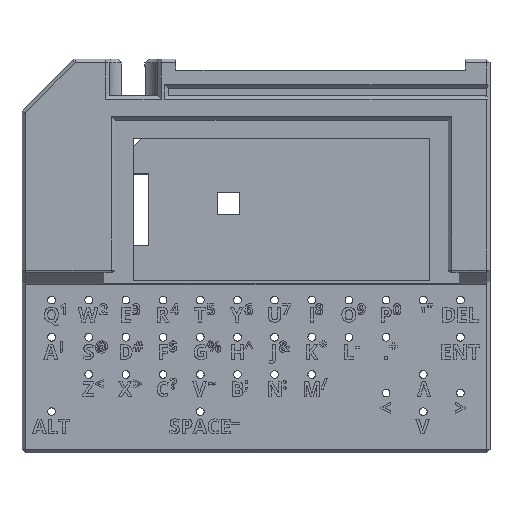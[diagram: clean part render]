
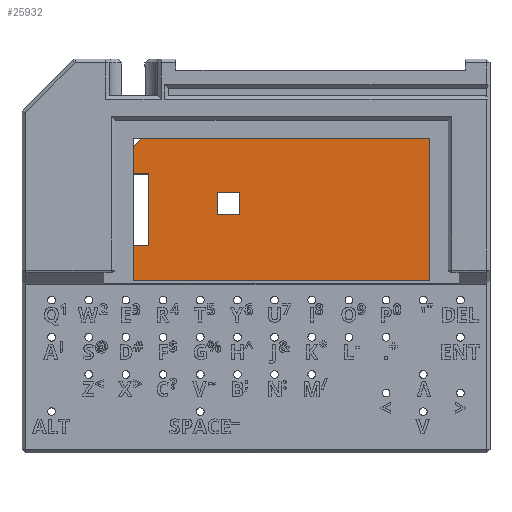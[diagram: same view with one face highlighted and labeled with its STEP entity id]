
A CAD part, top view. The second image highlights one B-rep face of the part: STEP entity #25932.
In plain terms, the highlighted planar face has unit normal (0, 0, 1).
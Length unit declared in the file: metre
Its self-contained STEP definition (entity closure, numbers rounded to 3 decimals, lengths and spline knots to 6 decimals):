
#1859=ORIENTED_EDGE('',*,*,#9691,.F.);
#1860=ORIENTED_EDGE('',*,*,#9692,.T.);
#1861=ORIENTED_EDGE('',*,*,#9693,.F.);
#1862=ORIENTED_EDGE('',*,*,#9694,.T.);
#1863=ORIENTED_EDGE('',*,*,#9695,.T.);
#1864=ORIENTED_EDGE('',*,*,#9696,.F.);
#1865=ORIENTED_EDGE('',*,*,#9697,.F.);
#1866=ORIENTED_EDGE('',*,*,#9698,.T.);
#1867=ORIENTED_EDGE('',*,*,#9699,.T.);
#1868=ORIENTED_EDGE('',*,*,#9700,.T.);
#1869=ORIENTED_EDGE('',*,*,#9701,.T.);
#1870=ORIENTED_EDGE('',*,*,#9702,.F.);
#1871=ORIENTED_EDGE('',*,*,#9703,.F.);
#9691=EDGE_CURVE('',#13607,#13608,#16223,.T.);
#9692=EDGE_CURVE('',#13607,#13609,#16224,.T.);
#9693=EDGE_CURVE('',#13610,#13609,#16225,.T.);
#9694=EDGE_CURVE('',#13610,#13611,#16226,.T.);
#9695=EDGE_CURVE('',#13611,#13612,#16227,.T.);
#9696=EDGE_CURVE('',#13613,#13612,#16228,.T.);
#9697=EDGE_CURVE('',#13614,#13613,#16229,.T.);
#9698=EDGE_CURVE('',#13614,#13615,#16230,.T.);
#9699=EDGE_CURVE('',#13615,#13608,#16231,.T.);
#9700=EDGE_CURVE('',#13616,#13617,#16232,.T.);
#9701=EDGE_CURVE('',#13617,#13618,#16233,.T.);
#9702=EDGE_CURVE('',#13619,#13618,#16234,.T.);
#9703=EDGE_CURVE('',#13616,#13619,#16235,.T.);
#13607=VERTEX_POINT('',#33213);
#13608=VERTEX_POINT('',#33214);
#13609=VERTEX_POINT('',#33216);
#13610=VERTEX_POINT('',#33218);
#13611=VERTEX_POINT('',#33220);
#13612=VERTEX_POINT('',#33222);
#13613=VERTEX_POINT('',#33224);
#13614=VERTEX_POINT('',#33226);
#13615=VERTEX_POINT('',#33228);
#13616=VERTEX_POINT('',#33231);
#13617=VERTEX_POINT('',#33232);
#13618=VERTEX_POINT('',#33234);
#13619=VERTEX_POINT('',#33236);
#16223=LINE('',#33212,#18907);
#16224=LINE('',#33215,#18908);
#16225=LINE('',#33217,#18909);
#16226=LINE('',#33219,#18910);
#16227=LINE('',#33221,#18911);
#16228=LINE('',#33223,#18912);
#16229=LINE('',#33225,#18913);
#16230=LINE('',#33227,#18914);
#16231=LINE('',#33229,#18915);
#16232=LINE('',#33230,#18916);
#16233=LINE('',#33233,#18917);
#16234=LINE('',#33235,#18918);
#16235=LINE('',#33237,#18919);
#18907=VECTOR('',#28462,1.);
#18908=VECTOR('',#28463,1.);
#18909=VECTOR('',#28464,1.);
#18910=VECTOR('',#28465,1.);
#18911=VECTOR('',#28466,1.);
#18912=VECTOR('',#28467,1.);
#18913=VECTOR('',#28468,1.);
#18914=VECTOR('',#28469,1.);
#18915=VECTOR('',#28470,1.);
#18916=VECTOR('',#28471,1.);
#18917=VECTOR('',#28472,1.);
#18918=VECTOR('',#28473,1.);
#18919=VECTOR('',#28474,1.);
#21591=EDGE_LOOP('',(#1859,#1860,#1861,#1862,#1863,#1864,#1865,#1866,#1867));
#21592=EDGE_LOOP('',(#1868,#1869,#1870,#1871));
#23329=FACE_BOUND('',#21591,.T.);
#23330=FACE_BOUND('',#21592,.T.);
#25067=PLANE('',#27425);
#25932=ADVANCED_FACE('',(#23329,#23330),#25067,.T.);
#27425=AXIS2_PLACEMENT_3D('',#33211,#28460,#28461);
#28460=DIRECTION('',(0.,0.,1.));
#28461=DIRECTION('',(0.,1.,0.));
#28462=DIRECTION('',(1.,0.,0.));
#28463=DIRECTION('',(-0.707,-0.707,0.));
#28464=DIRECTION('',(0.,1.,0.));
#28465=DIRECTION('',(1.,0.,0.));
#28466=DIRECTION('',(0.,-1.,0.));
#28467=DIRECTION('',(1.,0.,0.));
#28468=DIRECTION('',(0.,1.,0.));
#28469=DIRECTION('',(1.,0.,0.));
#28470=DIRECTION('',(0.,1.,0.));
#28471=DIRECTION('',(-1.,0.,0.));
#28472=DIRECTION('',(0.,1.,0.));
#28473=DIRECTION('',(-1.,0.,0.));
#28474=DIRECTION('',(0.,1.,0.));
#33211=CARTESIAN_POINT('',(0.14366,-0.07127,0.00567));
#33212=CARTESIAN_POINT('',(0.13017,-0.075873,0.00567));
#33213=CARTESIAN_POINT('',(0.091856,-0.075873,0.00567));
#33214=CARTESIAN_POINT('',(0.170705,-0.075873,0.00567));
#33215=CARTESIAN_POINT('',(0.08741,-0.080318,0.00567));
#33216=CARTESIAN_POINT('',(0.089635,-0.078094,0.00567));
#33217=CARTESIAN_POINT('',(0.089635,-0.09525,0.00567));
#33218=CARTESIAN_POINT('',(0.089635,-0.085535,0.00567));
#33219=CARTESIAN_POINT('',(0.088057,-0.085535,0.00567));
#33220=CARTESIAN_POINT('',(0.09392,-0.085535,0.00567));
#33221=CARTESIAN_POINT('',(0.09392,-0.09525,0.00567));
#33222=CARTESIAN_POINT('',(0.09392,-0.104965,0.00567));
#33223=CARTESIAN_POINT('',(0.08342,-0.104965,0.00567));
#33224=CARTESIAN_POINT('',(0.089635,-0.104965,0.00567));
#33225=CARTESIAN_POINT('',(0.089635,-0.09525,0.00567));
#33226=CARTESIAN_POINT('',(0.089635,-0.114627,0.00567));
#33227=CARTESIAN_POINT('',(0.13017,-0.114627,0.00567));
#33228=CARTESIAN_POINT('',(0.170705,-0.114627,0.00567));
#33229=CARTESIAN_POINT('',(0.170705,-0.09525,0.00567));
#33230=CARTESIAN_POINT('',(0.14366,-0.096651,0.00567));
#33231=CARTESIAN_POINT('',(0.118683,-0.096651,0.00567));
#33232=CARTESIAN_POINT('',(0.11258,-0.096651,0.00567));
#33233=CARTESIAN_POINT('',(0.11258,-0.07127,0.00567));
#33234=CARTESIAN_POINT('',(0.11258,-0.090673,0.00567));
#33235=CARTESIAN_POINT('',(0.14366,-0.090673,0.00567));
#33236=CARTESIAN_POINT('',(0.118683,-0.090673,0.00567));
#33237=CARTESIAN_POINT('',(0.118683,-0.07127,0.00567));
